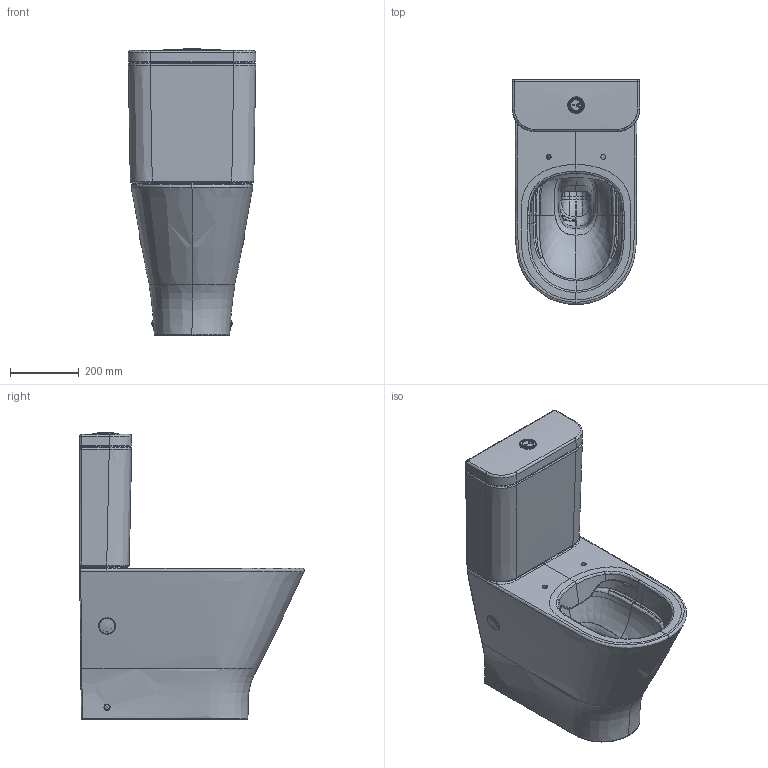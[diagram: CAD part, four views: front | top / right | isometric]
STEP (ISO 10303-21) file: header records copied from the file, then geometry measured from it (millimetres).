
FILE_DESCRIPTION(/* description */ (''),/* implementation_level */ '2;1');
FILE_NAME(/* name */ 'STEP - A3420NH00R_A3410NW00R_A801D12001_10039',/* time_stamp */ '2024-04-26T12:00:52+10:00',/* author */ (''),/* organization */ (''),/* preprocessor_version */ 'ST-DEVELOPER v16.5',/* originating_system */ 'Rhino 7.23',/* authorisation */ '');
FILE_SCHEMA (('AUTOMOTIVE_DESIGN'));
Products named in the file (1): Document
Bounding box: 372.32 x 655.9 x 835.76 mm (x, y, z)
Volume: 21879.8 mm3; surface area: 3544291.4 mm2
Topology: 29 solids, 63 shells, 2767 faces, 7535 edges, 4368 vertices
Faces by surface type: bspline 1713, cylinder 611, plane 443
Entity records: 650334 total; most frequent: CARTESIAN_POINT 607641, ORIENTED_EDGE 13661, EDGE_CURVE 7439, B_SPLINE_CURVE_WITH_KNOTS 4531, VERTEX_POINT 4367, EDGE_LOOP 2867, ADVANCED_FACE 2765, FACE_OUTER_BOUND 2765
